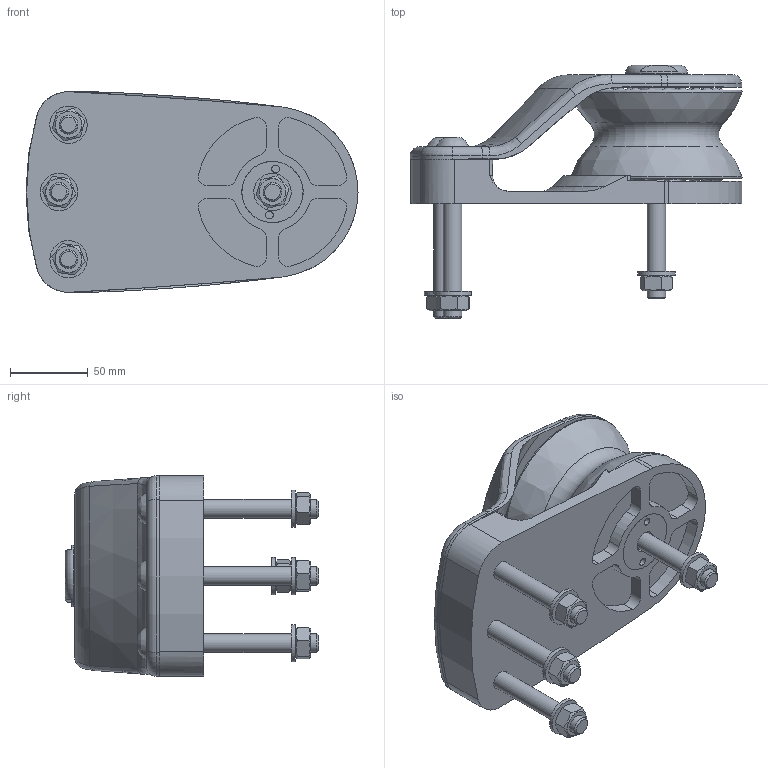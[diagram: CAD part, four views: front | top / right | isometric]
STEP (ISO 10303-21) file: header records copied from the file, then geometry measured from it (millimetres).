
FILE_DESCRIPTION(/* description */ (''),/* implementation_level */ '2;1');
FILE_NAME(/* name */ '819.110.stp',/* time_stamp */ '2023-11-20T13:45:54+01:00',/* author */ ('lucade'),/* organization */ (''),/* preprocessor_version */ 'ST-DEVELOPER v19.2',/* originating_system */ 'Autodesk Inventor 2023',/* authorisation */ '');
FILE_SCHEMA (('AUTOMOTIVE_DESIGN { 1 0 10303 214 3 1 1 }'));
Length unit declared in the file: millimetre
Products named in the file (1): Parte1
Bounding box: 213.55 x 162.9 x 129 mm (x, y, z)
Volume: 986856 mm3; surface area: 187202.8 mm2
Topology: 1 solids, 5 shells, 441 faces, 952 edges, 619 vertices
Faces by surface type: plane 160, cylinder 126, torus 57, sphere 48, cone 39, bspline 11
Full cylindrical faces by diameter (mm): 5 x2, 11.5 x1, 11.8 x3, 12 x6, 12.2 x5, 12.3 x3, 12.5 x5, 13 x4, 22 x2, 22.2 x2, 22.5 x3, 24 x5, 24.2 x1, 24.5 x3, 30 x2, 39.4 x1, 39.5 x2, 40 x2
Entity records: 12679 total; most frequent: CARTESIAN_POINT 2804, DIRECTION 2258, ORIENTED_EDGE 1896, AXIS2_PLACEMENT_3D 994, EDGE_CURVE 948, VERTEX_POINT 619, CIRCLE 563, EDGE_LOOP 549
